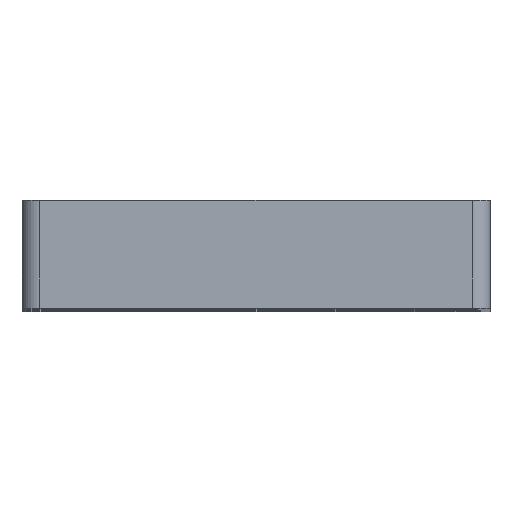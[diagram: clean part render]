
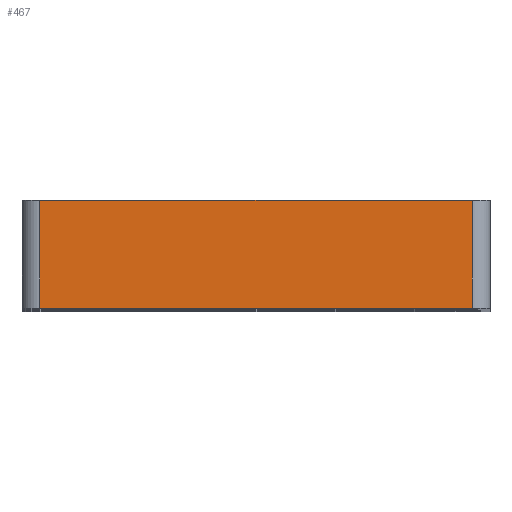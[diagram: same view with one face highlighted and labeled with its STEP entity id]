
A CAD part, top view. The second image highlights one B-rep face of the part: STEP entity #467.
In plain terms, the highlighted planar face has unit normal (0, 0, 1).
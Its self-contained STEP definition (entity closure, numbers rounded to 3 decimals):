
#17=PLANE('',#526);
#38=FACE_OUTER_BOUND('',#63,.T.);
#63=EDGE_LOOP('',(#366,#367,#368,#369));
#78=LINE('',#696,#123);
#90=LINE('',#743,#135);
#104=LINE('',#785,#149);
#105=LINE('',#787,#150);
#123=VECTOR('',#551,10.);
#135=VECTOR('',#589,10.);
#149=VECTOR('',#633,10.);
#150=VECTOR('',#636,10.);
#193=VERTEX_POINT('',#693);
#194=VERTEX_POINT('',#695);
#216=VERTEX_POINT('',#741);
#229=VERTEX_POINT('',#783);
#239=EDGE_CURVE('',#193,#194,#78,.T.);
#263=EDGE_CURVE('',#193,#216,#90,.T.);
#284=EDGE_CURVE('',#229,#216,#104,.T.);
#285=EDGE_CURVE('',#194,#229,#105,.T.);
#366=ORIENTED_EDGE('',*,*,#239,.F.);
#367=ORIENTED_EDGE('',*,*,#263,.T.);
#368=ORIENTED_EDGE('',*,*,#284,.F.);
#369=ORIENTED_EDGE('',*,*,#285,.F.);
#467=ADVANCED_FACE('',(#38),#17,.T.);
#526=AXIS2_PLACEMENT_3D('',#786,#634,#635);
#551=DIRECTION('',(0.,-1.,0.));
#589=DIRECTION('',(-1.,0.,0.));
#633=DIRECTION('',(0.,1.,0.));
#634=DIRECTION('center_axis',(0.,0.,1.));
#635=DIRECTION('ref_axis',(1.,0.,0.));
#636=DIRECTION('',(-1.,0.,0.));
#693=CARTESIAN_POINT('',(12.,5.,95.5));
#695=CARTESIAN_POINT('',(12.,-1.,95.5));
#696=CARTESIAN_POINT('',(12.,-1.,95.5));
#741=CARTESIAN_POINT('',(-12.,5.,95.5));
#743=CARTESIAN_POINT('',(-5.,5.,95.5));
#783=CARTESIAN_POINT('',(-12.,-1.,95.5));
#785=CARTESIAN_POINT('',(-12.,-1.,95.5));
#786=CARTESIAN_POINT('Origin',(-5.,-1.,95.5));
#787=CARTESIAN_POINT('',(13.,-1.,95.5));
